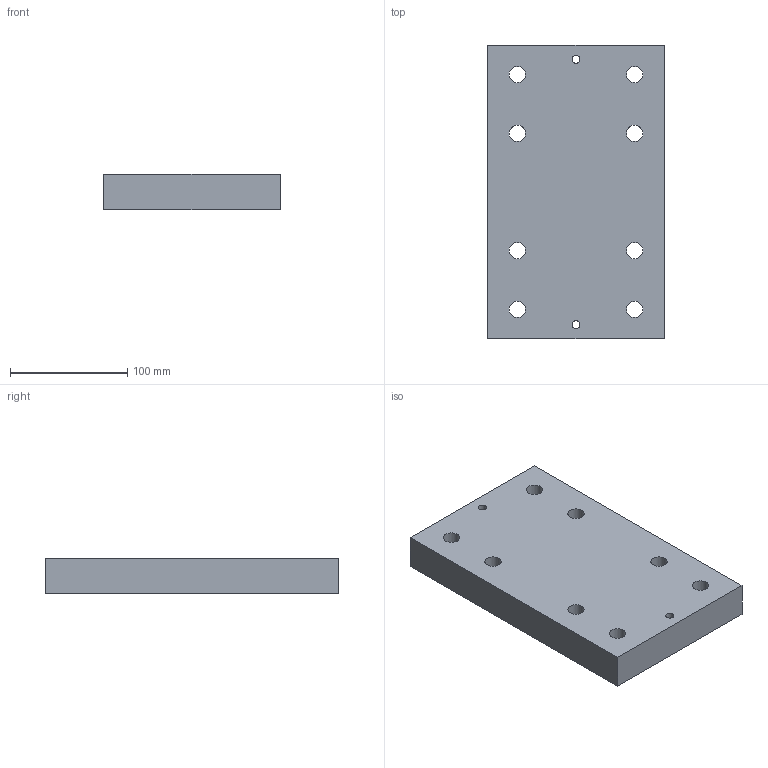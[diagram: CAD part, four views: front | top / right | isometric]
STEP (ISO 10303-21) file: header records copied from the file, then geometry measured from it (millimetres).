
FILE_DESCRIPTION(('STEP AP214'),'1');
FILE_NAME('fixation pont.stp','2020-03-05T09:02:25',(' '),(' '),'Spatial InterOp 3D',' ',' ');
FILE_SCHEMA(('AUTOMOTIVE_DESIGN { 1 0 10303 214 1 1 1 1 }'));
Length unit declared in the file: millimetre
Products named in the file (1): fixation pont
Bounding box: 150 x 250 x 30 mm (x, y, z)
Volume: 1054912.3 mm3; surface area: 111044.1 mm2
Topology: 1 solids, 1 shells, 24 faces, 58 edges, 40 vertices
Faces by surface type: cylinder 14, plane 10
Full cylindrical faces by diameter (mm): 6.8 x2, 14 x8, 30 x4
Entity records: 864 total; most frequent: DIRECTION 118, CARTESIAN_POINT 101, ORIENTED_EDGE 80, EDGE_LOOP 62, AXIS2_PLACEMENT_3D 53, EDGE_CURVE 40, FACE_OUTER_BOUND 38, VERTEX_POINT 36
